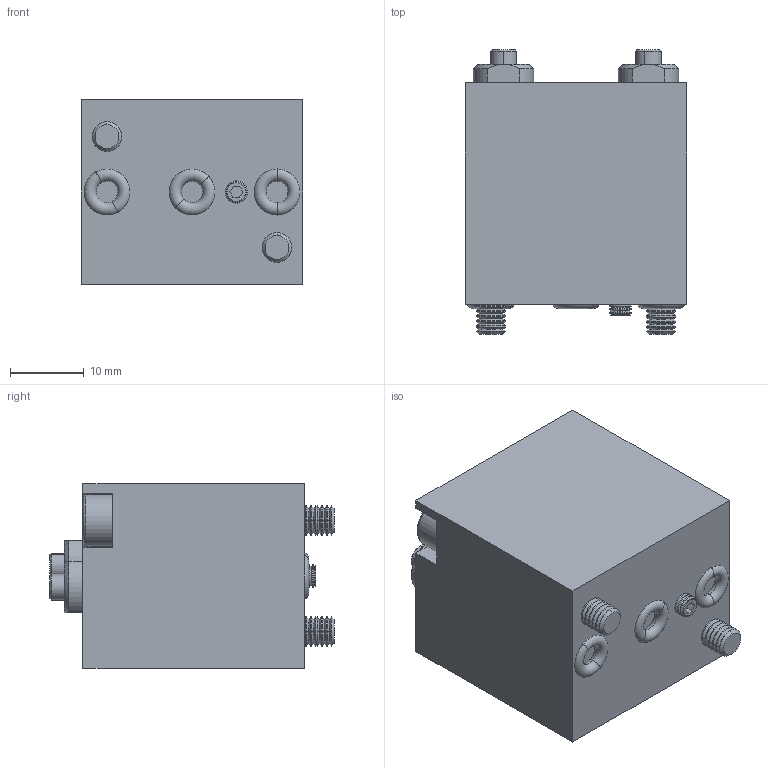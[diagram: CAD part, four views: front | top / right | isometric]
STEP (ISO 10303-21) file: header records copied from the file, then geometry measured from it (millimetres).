
FILE_DESCRIPTION (( 'STEP AP214' ), '1' );
FILE_NAME ('08_296_4.STEP', '2016-08-03T07:27:15', ( '' ), ( '' ), 'SwSTEP 2.0', 'SolidWorks 2016', '' );
FILE_SCHEMA (( 'AUTOMOTIVE_DESIGN' ));
Length unit declared in the file: millimetre
Products named in the file (1): 08_296_4
Bounding box: 30 x 38.5 x 25 mm (x, y, z)
Volume: 23330.2 mm3; surface area: 6868.5 mm2
Topology: 7 solids, 7 shells, 551 faces, 1402 edges, 869 vertices
Faces by surface type: cone 297, cylinder 160, plane 72, torus 22
Entity records: 17389 total; most frequent: DIRECTION 3309, CARTESIAN_POINT 2871, ORIENTED_EDGE 2796, EDGE_CURVE 1398, AXIS2_PLACEMENT_3D 1371, VERTEX_POINT 869, CIRCLE 819, LINE 567
